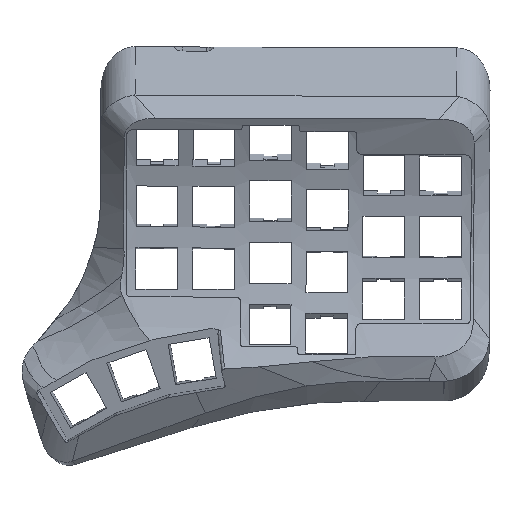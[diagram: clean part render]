
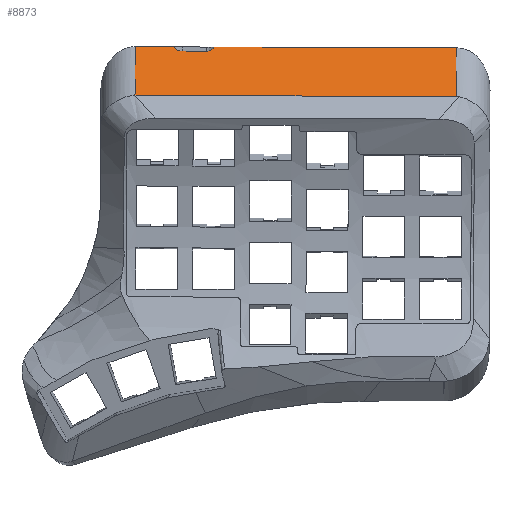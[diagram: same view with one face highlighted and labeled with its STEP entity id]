
A CAD part, top view. The second image highlights one B-rep face of the part: STEP entity #8873.
In plain terms, the highlighted free-form (B-spline) face has degree [1, 1] with [2, 2] control points.
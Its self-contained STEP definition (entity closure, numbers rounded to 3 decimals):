
#8742=CARTESIAN_POINT('',(399.084,-8.526,-8.379));
#8743=CARTESIAN_POINT('',(399.124,7.815,-29.291));
#8744=CARTESIAN_POINT('',(291.448,-8.149,-8.292));
#8745=CARTESIAN_POINT('',(291.488,8.191,-29.204));
#8746=B_SPLINE_SURFACE_WITH_KNOTS('',1,1,((#8742,#8743),(#8744,#8745)),.UNSPECIFIED.,.F.,.F.,.U.,(2,2),(2,2),(-6.784,1.015),(0.29,4.713),.UNSPECIFIED.);
#8747=CARTESIAN_POINT('',(315.361,6.671,-27.384));
#8748=VERTEX_POINT('',#8747);
#8749=CARTESIAN_POINT('',(307.23,6.704,-27.384));
#8750=VERTEX_POINT('',#8749);
#8751=CARTESIAN_POINT('',(315.361,6.671,-27.384));
#8752=CARTESIAN_POINT('',(312.651,6.682,-27.384));
#8753=CARTESIAN_POINT('',(309.94,6.693,-27.384));
#8754=CARTESIAN_POINT('',(307.23,6.704,-27.384));
#8755=B_SPLINE_CURVE_WITH_KNOTS('',3,(#8751,#8752,#8753,#8754),.UNSPECIFIED.,.F.,.F.,(4,4),(0.,0.008),.UNSPECIFIED.);
#8756=EDGE_CURVE('',#8748,#8750,#8755,.T.);
#8757=ORIENTED_EDGE('',*,*,#8756,.T.);
#8758=CARTESIAN_POINT('',(304.468,8.145,-29.213));
#8759=VERTEX_POINT('',#8758);
#8760=CARTESIAN_POINT('',(307.23,6.704,-27.384));
#8761=CARTESIAN_POINT('',(307.067,6.705,-27.384));
#8762=CARTESIAN_POINT('',(306.908,6.716,-27.397));
#8763=CARTESIAN_POINT('',(306.751,6.736,-27.422));
#8764=CARTESIAN_POINT('',(306.595,6.757,-27.448));
#8765=CARTESIAN_POINT('',(306.44,6.787,-27.486));
#8766=CARTESIAN_POINT('',(306.291,6.826,-27.535));
#8767=CARTESIAN_POINT('',(306.142,6.865,-27.584));
#8768=CARTESIAN_POINT('',(306.001,6.912,-27.643));
#8769=CARTESIAN_POINT('',(305.867,6.966,-27.712));
#8770=CARTESIAN_POINT('',(305.732,7.02,-27.78));
#8771=CARTESIAN_POINT('',(305.603,7.082,-27.859));
#8772=CARTESIAN_POINT('',(305.485,7.149,-27.944));
#8773=CARTESIAN_POINT('',(305.366,7.216,-28.029));
#8774=CARTESIAN_POINT('',(305.256,7.288,-28.121));
#8775=CARTESIAN_POINT('',(305.154,7.365,-28.219));
#8776=CARTESIAN_POINT('',(305.052,7.442,-28.316));
#8777=CARTESIAN_POINT('',(304.957,7.524,-28.421));
#8778=CARTESIAN_POINT('',(304.873,7.608,-28.528));
#8779=CARTESIAN_POINT('',(304.704,7.776,-28.743));
#8780=CARTESIAN_POINT('',(304.57,7.956,-28.971));
#8781=CARTESIAN_POINT('',(304.468,8.145,-29.213));
#8782=B_SPLINE_CURVE_WITH_KNOTS('',3,(#8760,#8761,#8762,#8763,#8764,#8765,#8766,#8767,#8768,#8769,#8770,#8771,#8772,#8773,#8774,#8775,#8776,#8777,#8778,#8779,#8780,#8781),.UNSPECIFIED.,.F.,.F.,(4,3,3,3,3,3,3,4),(0.,0.,0.001,0.001,0.002,0.002,0.003,0.004),.UNSPECIFIED.);
#8783=EDGE_CURVE('',#8750,#8759,#8782,.T.);
#8784=ORIENTED_EDGE('',*,*,#8783,.T.);
#8785=CARTESIAN_POINT('',(291.488,8.19,-29.202));
#8786=VERTEX_POINT('',#8785);
#8787=CARTESIAN_POINT('',(304.468,8.145,-29.213));
#8788=CARTESIAN_POINT('',(300.141,8.16,-29.209));
#8789=CARTESIAN_POINT('',(295.815,8.175,-29.206));
#8790=CARTESIAN_POINT('',(291.488,8.19,-29.202));
#8791=B_SPLINE_CURVE_WITH_KNOTS('',3,(#8787,#8788,#8789,#8790),.UNSPECIFIED.,.F.,.F.,(4,4),(0.081,0.094),.UNSPECIFIED.);
#8792=EDGE_CURVE('',#8759,#8786,#8791,.T.);
#8793=ORIENTED_EDGE('',*,*,#8792,.T.);
#8794=CARTESIAN_POINT('',(291.448,-8.149,-8.292));
#8795=VERTEX_POINT('',#8794);
#8796=CARTESIAN_POINT('',(291.448,-8.149,-8.292));
#8797=DIRECTION('',(0.002,0.616,-0.788));
#8798=VECTOR('',#8797,26.537);
#8799=LINE('',#8796,#8798);
#8800=EDGE_CURVE('',#8795,#8786,#8799,.T.);
#8801=ORIENTED_EDGE('',*,*,#8800,.F.);
#8802=CARTESIAN_POINT('',(302.745,-8.189,-8.301));
#8803=VERTEX_POINT('',#8802);
#8804=CARTESIAN_POINT('',(302.745,-8.189,-8.301));
#8805=CARTESIAN_POINT('',(298.979,-8.176,-8.298));
#8806=CARTESIAN_POINT('',(295.214,-8.163,-8.295));
#8807=CARTESIAN_POINT('',(291.448,-8.149,-8.292));
#8808=B_SPLINE_CURVE_WITH_KNOTS('',3,(#8804,#8805,#8806,#8807),.UNSPECIFIED.,.F.,.F.,(4,4),(0.61,0.621),.UNSPECIFIED.);
#8809=EDGE_CURVE('',#8803,#8795,#8808,.T.);
#8810=ORIENTED_EDGE('',*,*,#8809,.F.);
#8811=CARTESIAN_POINT('',(399.084,-8.526,-8.379));
#8812=VERTEX_POINT('',#8811);
#8813=CARTESIAN_POINT('',(399.084,-8.526,-8.379));
#8814=CARTESIAN_POINT('',(366.971,-8.413,-8.353));
#8815=CARTESIAN_POINT('',(334.858,-8.301,-8.327));
#8816=CARTESIAN_POINT('',(302.745,-8.189,-8.301));
#8817=B_SPLINE_CURVE_WITH_KNOTS('',3,(#8813,#8814,#8815,#8816),.UNSPECIFIED.,.F.,.F.,(4,4),(0.513,0.61),.UNSPECIFIED.);
#8818=EDGE_CURVE('',#8812,#8803,#8817,.T.);
#8819=ORIENTED_EDGE('',*,*,#8818,.F.);
#8820=CARTESIAN_POINT('',(399.124,7.815,-29.291));
#8821=VERTEX_POINT('',#8820);
#8822=CARTESIAN_POINT('',(399.124,7.815,-29.291));
#8823=CARTESIAN_POINT('',(399.111,2.368,-22.321));
#8824=CARTESIAN_POINT('',(399.097,-3.079,-15.35));
#8825=CARTESIAN_POINT('',(399.084,-8.526,-8.379));
#8826=B_SPLINE_CURVE_WITH_KNOTS('',3,(#8822,#8823,#8824,#8825),.UNSPECIFIED.,.F.,.F.,(4,4),(0.1,0.127),.UNSPECIFIED.);
#8827=EDGE_CURVE('',#8821,#8812,#8826,.T.);
#8828=ORIENTED_EDGE('',*,*,#8827,.F.);
#8829=CARTESIAN_POINT('',(398.966,7.814,-29.289));
#8830=VERTEX_POINT('',#8829);
#8831=CARTESIAN_POINT('',(399.124,7.815,-29.291));
#8832=CARTESIAN_POINT('',(399.071,7.815,-29.291));
#8833=CARTESIAN_POINT('',(399.019,7.815,-29.291));
#8834=CARTESIAN_POINT('',(398.966,7.814,-29.289));
#8835=B_SPLINE_CURVE_WITH_KNOTS('',3,(#8831,#8832,#8833,#8834),.UNSPECIFIED.,.F.,.F.,(4,4),(0.008,0.008),.UNSPECIFIED.);
#8836=EDGE_CURVE('',#8821,#8830,#8835,.T.);
#8837=ORIENTED_EDGE('',*,*,#8836,.T.);
#8838=CARTESIAN_POINT('',(318.128,8.097,-29.224));
#8839=VERTEX_POINT('',#8838);
#8840=CARTESIAN_POINT('',(318.128,8.097,-29.224));
#8841=DIRECTION('',(1.,-0.003,-0.001));
#8842=VECTOR('',#8841,80.839);
#8843=LINE('',#8840,#8842);
#8844=EDGE_CURVE('',#8839,#8830,#8843,.T.);
#8845=ORIENTED_EDGE('',*,*,#8844,.F.);
#8846=CARTESIAN_POINT('',(318.128,8.097,-29.224));
#8847=CARTESIAN_POINT('',(318.026,7.908,-28.981));
#8848=CARTESIAN_POINT('',(317.893,7.729,-28.752));
#8849=CARTESIAN_POINT('',(317.726,7.562,-28.538));
#8850=CARTESIAN_POINT('',(317.642,7.479,-28.43));
#8851=CARTESIAN_POINT('',(317.55,7.399,-28.327));
#8852=CARTESIAN_POINT('',(317.447,7.322,-28.228));
#8853=CARTESIAN_POINT('',(317.345,7.245,-28.129));
#8854=CARTESIAN_POINT('',(317.233,7.172,-28.035));
#8855=CARTESIAN_POINT('',(317.115,7.105,-27.95));
#8856=CARTESIAN_POINT('',(316.996,7.039,-27.864));
#8857=CARTESIAN_POINT('',(316.869,6.978,-27.786));
#8858=CARTESIAN_POINT('',(316.733,6.924,-27.716));
#8859=CARTESIAN_POINT('',(316.597,6.87,-27.646));
#8860=CARTESIAN_POINT('',(316.453,6.824,-27.586));
#8861=CARTESIAN_POINT('',(316.305,6.786,-27.537));
#8862=CARTESIAN_POINT('',(316.157,6.748,-27.488));
#8863=CARTESIAN_POINT('',(316.005,6.719,-27.45));
#8864=CARTESIAN_POINT('',(315.846,6.7,-27.424));
#8865=CARTESIAN_POINT('',(315.688,6.68,-27.398));
#8866=CARTESIAN_POINT('',(315.525,6.67,-27.384));
#8867=CARTESIAN_POINT('',(315.361,6.671,-27.384));
#8868=B_SPLINE_CURVE_WITH_KNOTS('',3,(#8846,#8847,#8848,#8849,#8850,#8851,#8852,#8853,#8854,#8855,#8856,#8857,#8858,#8859,#8860,#8861,#8862,#8863,#8864,#8865,#8866,#8867),.UNSPECIFIED.,.F.,.F.,(4,3,3,3,3,3,3,4),(0.,0.001,0.001,0.002,0.002,0.003,0.003,0.004),.UNSPECIFIED.);
#8869=EDGE_CURVE('',#8839,#8748,#8868,.T.);
#8870=ORIENTED_EDGE('',*,*,#8869,.T.);
#8871=EDGE_LOOP('',(#8757,#8784,#8793,#8801,#8810,#8819,#8828,#8837,#8845,#8870));
#8872=FACE_BOUND('',#8871,.T.);
#8873=ADVANCED_FACE('',(#8872),#8746,.F.);
